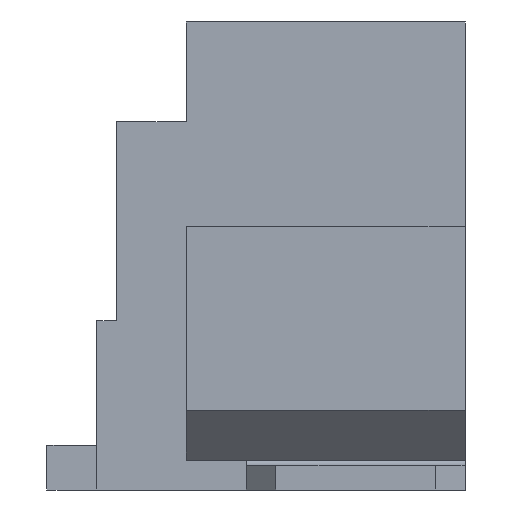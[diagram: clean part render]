
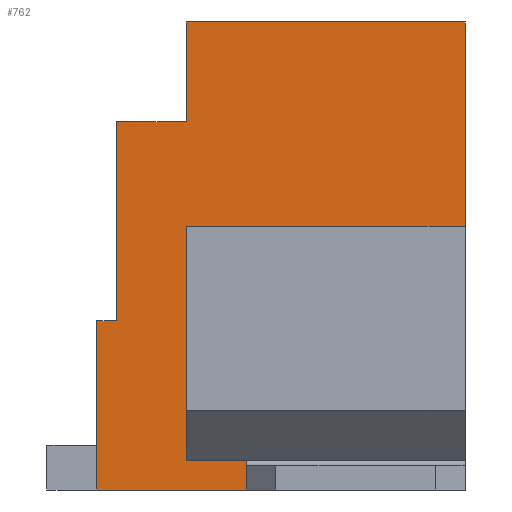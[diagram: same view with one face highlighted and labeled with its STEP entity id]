
A CAD part, left-side view. The second image highlights one B-rep face of the part: STEP entity #762.
In plain terms, the highlighted planar face has unit normal (-1, 0, 0).
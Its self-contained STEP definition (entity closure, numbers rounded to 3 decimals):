
#32 = VERTEX_POINT('',#33);
#33 = CARTESIAN_POINT('',(-4.625,0.2,4.7));
#39 = EDGE_CURVE('',#32,#40,#42,.T.);
#40 = VERTEX_POINT('',#41);
#41 = CARTESIAN_POINT('',(-4.625,-2.6,4.7));
#42 = LINE('',#43,#44);
#43 = CARTESIAN_POINT('',(-4.625,1.1,4.7));
#44 = VECTOR('',#45,1.);
#45 = DIRECTION('',(0.,-1.,0.));
#183 = VERTEX_POINT('',#184);
#184 = CARTESIAN_POINT('',(-4.625,-2.6,0.35));
#190 = EDGE_CURVE('',#183,#191,#193,.T.);
#191 = VERTEX_POINT('',#192);
#192 = CARTESIAN_POINT('',(-4.625,-2.6,0.));
#193 = LINE('',#194,#195);
#194 = CARTESIAN_POINT('',(-4.625,-2.6,1.6));
#195 = VECTOR('',#196,1.);
#196 = DIRECTION('',(0.,0.,-1.));
#671 = EDGE_CURVE('',#672,#40,#674,.T.);
#672 = VERTEX_POINT('',#673);
#673 = CARTESIAN_POINT('',(-4.625,-2.6,2.65));
#674 = LINE('',#675,#676);
#675 = CARTESIAN_POINT('',(-4.625,-2.6,0.));
#676 = VECTOR('',#677,1.);
#677 = DIRECTION('',(0.,0.,1.));
#762 = ADVANCED_FACE('',(#763),#852,.T.);
#763 = FACE_BOUND('',#764,.T.);
#764 = EDGE_LOOP('',(#765,#775,#781,#782,#790,#798,#806,#814,#820,#821,
#822,#830,#838,#846));
#765 = ORIENTED_EDGE('',*,*,#766,.F.);
#766 = EDGE_CURVE('',#767,#769,#771,.T.);
#767 = VERTEX_POINT('',#768);
#768 = CARTESIAN_POINT('',(-4.625,1.1,0.));
#769 = VERTEX_POINT('',#770);
#770 = CARTESIAN_POINT('',(-4.625,1.1,1.7));
#771 = LINE('',#772,#773);
#772 = CARTESIAN_POINT('',(-4.625,1.1,0.));
#773 = VECTOR('',#774,1.);
#774 = DIRECTION('',(0.,0.,1.));
#775 = ORIENTED_EDGE('',*,*,#776,.T.);
#776 = EDGE_CURVE('',#767,#191,#777,.T.);
#777 = LINE('',#778,#779);
#778 = CARTESIAN_POINT('',(-4.625,1.1,0.));
#779 = VECTOR('',#780,1.);
#780 = DIRECTION('',(0.,-1.,0.));
#781 = ORIENTED_EDGE('',*,*,#190,.F.);
#782 = ORIENTED_EDGE('',*,*,#783,.F.);
#783 = EDGE_CURVE('',#784,#183,#786,.T.);
#784 = VERTEX_POINT('',#785);
#785 = CARTESIAN_POINT('',(-4.625,-0.4,0.35));
#786 = LINE('',#787,#788);
#787 = CARTESIAN_POINT('',(-4.625,-0.4,0.35));
#788 = VECTOR('',#789,1.);
#789 = DIRECTION('',(0.,-1.,0.));
#790 = ORIENTED_EDGE('',*,*,#791,.T.);
#791 = EDGE_CURVE('',#784,#792,#794,.T.);
#792 = VERTEX_POINT('',#793);
#793 = CARTESIAN_POINT('',(-4.625,-0.4,0.3));
#794 = LINE('',#795,#796);
#795 = CARTESIAN_POINT('',(-4.625,-0.4,1.6));
#796 = VECTOR('',#797,1.);
#797 = DIRECTION('',(0.,0.,-1.));
#798 = ORIENTED_EDGE('',*,*,#799,.T.);
#799 = EDGE_CURVE('',#792,#800,#802,.T.);
#800 = VERTEX_POINT('',#801);
#801 = CARTESIAN_POINT('',(-4.625,0.2,0.3));
#802 = LINE('',#803,#804);
#803 = CARTESIAN_POINT('',(-4.625,-2.6,0.3));
#804 = VECTOR('',#805,1.);
#805 = DIRECTION('',(0.,1.,0.));
#806 = ORIENTED_EDGE('',*,*,#807,.F.);
#807 = EDGE_CURVE('',#808,#800,#810,.T.);
#808 = VERTEX_POINT('',#809);
#809 = CARTESIAN_POINT('',(-4.625,0.2,2.65));
#810 = LINE('',#811,#812);
#811 = CARTESIAN_POINT('',(-4.625,0.2,2.65));
#812 = VECTOR('',#813,1.);
#813 = DIRECTION('',(0.,0.,-1.));
#814 = ORIENTED_EDGE('',*,*,#815,.F.);
#815 = EDGE_CURVE('',#672,#808,#816,.T.);
#816 = LINE('',#817,#818);
#817 = CARTESIAN_POINT('',(-4.625,-2.6,2.65));
#818 = VECTOR('',#819,1.);
#819 = DIRECTION('',(0.,1.,0.));
#820 = ORIENTED_EDGE('',*,*,#671,.T.);
#821 = ORIENTED_EDGE('',*,*,#39,.F.);
#822 = ORIENTED_EDGE('',*,*,#823,.T.);
#823 = EDGE_CURVE('',#32,#824,#826,.T.);
#824 = VERTEX_POINT('',#825);
#825 = CARTESIAN_POINT('',(-4.625,0.2,3.7));
#826 = LINE('',#827,#828);
#827 = CARTESIAN_POINT('',(-4.625,0.2,4.7));
#828 = VECTOR('',#829,1.);
#829 = DIRECTION('',(-0.,-0.,-1.));
#830 = ORIENTED_EDGE('',*,*,#831,.F.);
#831 = EDGE_CURVE('',#832,#824,#834,.T.);
#832 = VERTEX_POINT('',#833);
#833 = CARTESIAN_POINT('',(-4.625,0.9,3.7));
#834 = LINE('',#835,#836);
#835 = CARTESIAN_POINT('',(-4.625,0.9,3.7));
#836 = VECTOR('',#837,1.);
#837 = DIRECTION('',(0.,-1.,0.));
#838 = ORIENTED_EDGE('',*,*,#839,.T.);
#839 = EDGE_CURVE('',#832,#840,#842,.T.);
#840 = VERTEX_POINT('',#841);
#841 = CARTESIAN_POINT('',(-4.625,0.9,1.7));
#842 = LINE('',#843,#844);
#843 = CARTESIAN_POINT('',(-4.625,0.9,4.7));
#844 = VECTOR('',#845,1.);
#845 = DIRECTION('',(-0.,-0.,-1.));
#846 = ORIENTED_EDGE('',*,*,#847,.F.);
#847 = EDGE_CURVE('',#769,#840,#848,.T.);
#848 = LINE('',#849,#850);
#849 = CARTESIAN_POINT('',(-4.625,1.1,1.7));
#850 = VECTOR('',#851,1.);
#851 = DIRECTION('',(0.,-1.,0.));
#852 = PLANE('',#853);
#853 = AXIS2_PLACEMENT_3D('',#854,#855,#856);
#854 = CARTESIAN_POINT('',(-4.625,-0.718,2.071));
#855 = DIRECTION('',(-1.,0.,0.));
#856 = DIRECTION('',(0.,0.,-1.));
